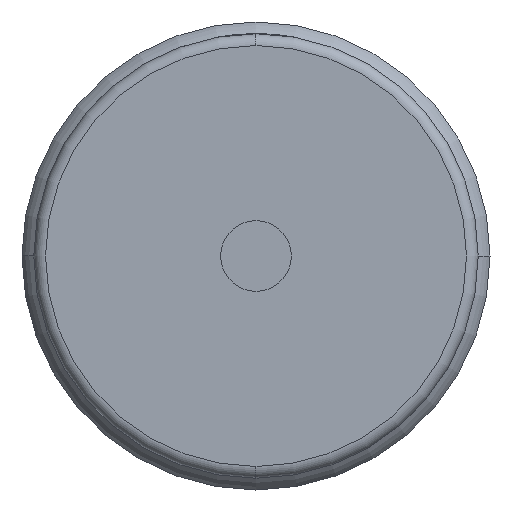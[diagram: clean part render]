
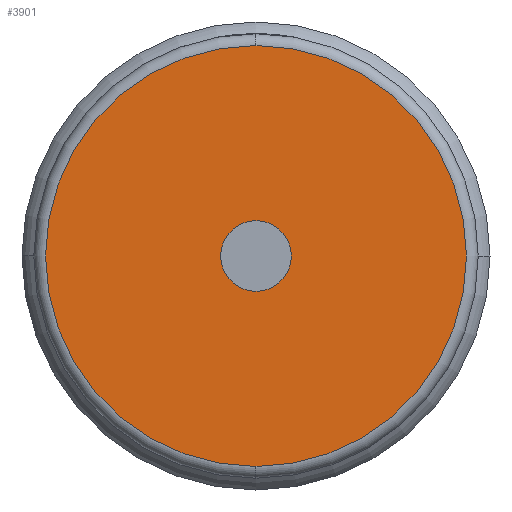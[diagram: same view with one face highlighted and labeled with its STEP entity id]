
A CAD part, front view. The second image highlights one B-rep face of the part: STEP entity #3901.
In plain terms, the highlighted planar face has unit normal (0, -1, 0).
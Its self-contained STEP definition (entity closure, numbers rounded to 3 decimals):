
#48 = ORIENTED_EDGE ( 'NONE', *, *, #3536, .F. ) ;
#265 = VERTEX_POINT ( 'NONE', #2084 ) ;
#280 = DIRECTION ( 'NONE',  ( 0., 0., 1. ) ) ;
#352 = ORIENTED_EDGE ( 'NONE', *, *, #475, .F. ) ;
#418 = DIRECTION ( 'NONE',  ( 0., -1., 0. ) ) ;
#475 = EDGE_CURVE ( 'NONE', #3589, #4944, #880, .T. ) ;
#880 = CIRCLE ( 'NONE', #4980, 6. ) ;
#889 = CARTESIAN_POINT ( 'NONE',  ( 0., 0., 6. ) ) ;
#1067 = EDGE_LOOP ( 'NONE', ( #3564, #3138 ) ) ;
#1117 = FACE_OUTER_BOUND ( 'NONE', #1067, .T. ) ;
#1181 = AXIS2_PLACEMENT_3D ( 'NONE', #5686, #418, #6160 ) ;
#1687 = AXIS2_PLACEMENT_3D ( 'NONE', #4111, #3204, #5645 ) ;
#1976 = DIRECTION ( 'NONE',  ( 0., -1., 0. ) ) ;
#2058 = DIRECTION ( 'NONE',  ( 0., 1., 0. ) ) ;
#2084 = CARTESIAN_POINT ( 'NONE',  ( 0., 0., -35.75 ) ) ;
#2479 = CIRCLE ( 'NONE', #1181, 6. ) ;
#2539 = CARTESIAN_POINT ( 'NONE',  ( 0., 0., 0. ) ) ;
#2683 = DIRECTION ( 'NONE',  ( 0., -1., 0. ) ) ;
#2768 = FACE_BOUND ( 'NONE', #5234, .T. ) ;
#3001 = AXIS2_PLACEMENT_3D ( 'NONE', #5384, #1976, #3444 ) ;
#3138 = ORIENTED_EDGE ( 'NONE', *, *, #5383, .T. ) ;
#3204 = DIRECTION ( 'NONE',  ( 0., -1., 0. ) ) ;
#3444 = DIRECTION ( 'NONE',  ( 0., 0., 1. ) ) ;
#3536 = EDGE_CURVE ( 'NONE', #4944, #3589, #2479, .T. ) ;
#3564 = ORIENTED_EDGE ( 'NONE', *, *, #3838, .T. ) ;
#3589 = VERTEX_POINT ( 'NONE', #889 ) ;
#3838 = EDGE_CURVE ( 'NONE', #4314, #265, #6178, .T. ) ;
#3901 = ADVANCED_FACE ( 'NONE', ( #1117, #2768 ), #4434, .F. ) ;
#4031 = AXIS2_PLACEMENT_3D ( 'NONE', #2539, #2058, #5429 ) ;
#4111 = CARTESIAN_POINT ( 'NONE',  ( 0., 0., 0. ) ) ;
#4215 = CARTESIAN_POINT ( 'NONE',  ( 0., 0., -6. ) ) ;
#4314 = VERTEX_POINT ( 'NONE', #4504 ) ;
#4434 = PLANE ( 'NONE',  #4031 ) ;
#4504 = CARTESIAN_POINT ( 'NONE',  ( 0., 0., 35.75 ) ) ;
#4525 = CARTESIAN_POINT ( 'NONE',  ( 0., 0., 0. ) ) ;
#4532 = CIRCLE ( 'NONE', #1687, 35.75 ) ;
#4944 = VERTEX_POINT ( 'NONE', #4215 ) ;
#4980 = AXIS2_PLACEMENT_3D ( 'NONE', #4525, #2683, #280 ) ;
#5234 = EDGE_LOOP ( 'NONE', ( #352, #48 ) ) ;
#5383 = EDGE_CURVE ( 'NONE', #265, #4314, #4532, .T. ) ;
#5384 = CARTESIAN_POINT ( 'NONE',  ( 0., 0., 0. ) ) ;
#5429 = DIRECTION ( 'NONE',  ( 0., 0., 1. ) ) ;
#5645 = DIRECTION ( 'NONE',  ( 0., 0., 1. ) ) ;
#5686 = CARTESIAN_POINT ( 'NONE',  ( 0., 0., 0. ) ) ;
#6160 = DIRECTION ( 'NONE',  ( 0., 0., 1. ) ) ;
#6178 = CIRCLE ( 'NONE', #3001, 35.75 ) ;
